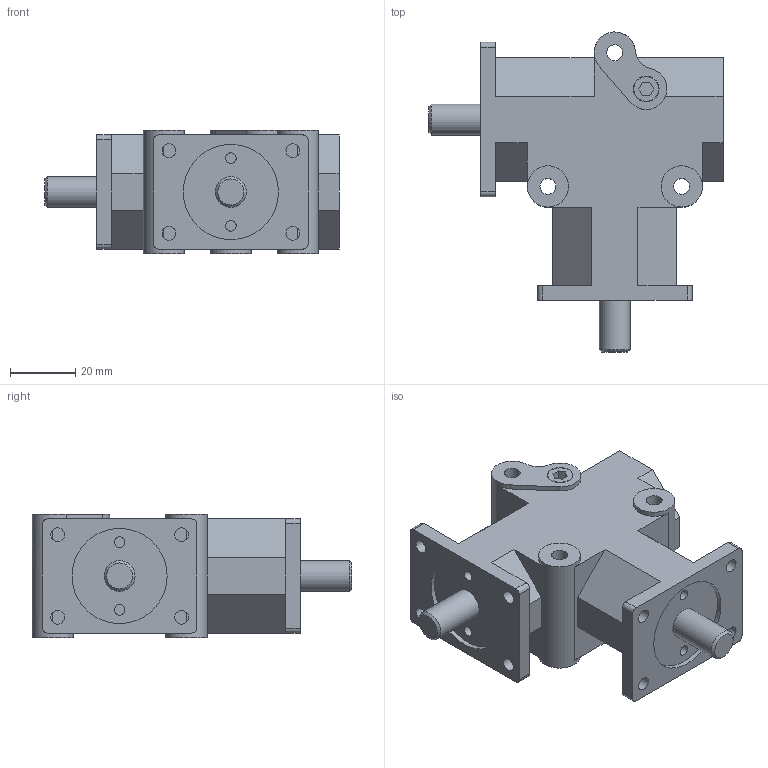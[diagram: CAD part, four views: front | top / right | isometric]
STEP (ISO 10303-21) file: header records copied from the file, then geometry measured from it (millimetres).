
FILE_DESCRIPTION(/* description */ ('!AP-203 File Generated from CADKEY 99!'),/* implementation_level */ '2;1');
FILE_NAME(/* name */ 'R061',/* time_stamp */ '2002-01-14T21:20:14-05:00',/* author */ ('CADKEY'),/* organization */ ('CADKEY Corporation'),/* preprocessor_version */ 'ST-DEVELOPER v8',/* originating_system */ 'step.cde',/* authorisation */ 'CK');
FILE_SCHEMA (('CONFIG_CONTROL_DESIGN'));
Length unit declared in the file: inch
Products named in the file (1): 1999-0203
Bounding box: 90.42 x 98.36 x 38.1 mm (x, y, z)
Volume: 138940.6 mm3; surface area: 24363.2 mm2
Topology: 1 solids, 1 shells, 103 faces, 266 edges, 178 vertices
Faces by surface type: plane 64, cylinder 36, cone 3
Full cylindrical faces by diameter (mm): 3.251 x6, 4.216 x8, 4.902 x3, 7.874 x1, 9.525 x2, 12.7 x3, 29.235 x3
Entity records: 2971 total; most frequent: CARTESIAN_POINT 496, DIRECTION 452, ORIENTED_EDGE 450, EDGE_CURVE 225, AXIS2_PLACEMENT_3D 187, EDGE_LOOP 169, FACE_BOUND 169, VERTEX_POINT 168
